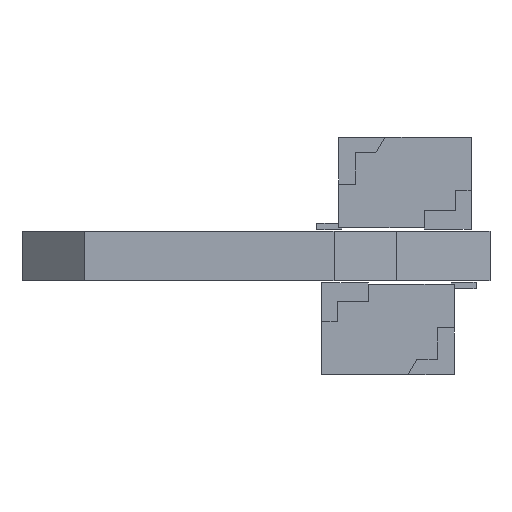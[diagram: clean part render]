
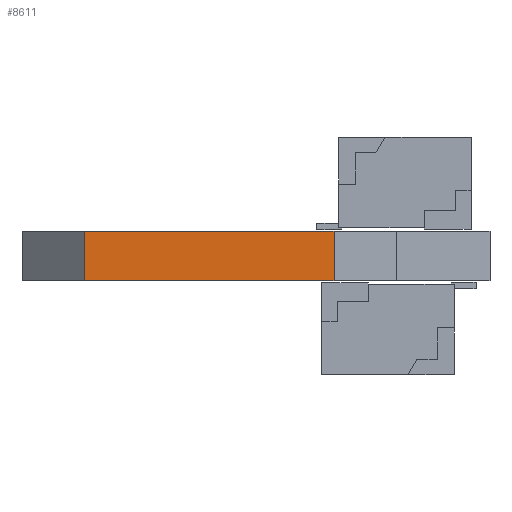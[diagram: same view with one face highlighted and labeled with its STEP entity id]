
A CAD part, front view. The second image highlights one B-rep face of the part: STEP entity #8611.
In plain terms, the highlighted planar face has unit normal (0, -1, 0).
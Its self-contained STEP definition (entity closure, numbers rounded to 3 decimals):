
#6554 = PLANE('',#6555);
#6555 = AXIS2_PLACEMENT_3D('',#6556,#6557,#6558);
#6556 = CARTESIAN_POINT('',(150.796,-100.,1.6));
#6557 = DIRECTION('',(0.,0.,1.));
#6558 = DIRECTION('',(1.,0.,-0.));
#6608 = PLANE('',#6609);
#6609 = AXIS2_PLACEMENT_3D('',#6610,#6611,#6612);
#6610 = CARTESIAN_POINT('',(150.796,-100.,0.));
#6611 = DIRECTION('',(0.,0.,1.));
#6612 = DIRECTION('',(1.,0.,-0.));
#6913 = VERTEX_POINT('',#6914);
#6914 = CARTESIAN_POINT('',(146.,-117.,0.));
#6928 = PLANE('',#6929);
#6929 = AXIS2_PLACEMENT_3D('',#6930,#6931,#6932);
#6930 = CARTESIAN_POINT('',(144.,-115.,0.));
#6931 = DIRECTION('',(0.707,0.707,-0.));
#6932 = DIRECTION('',(0.707,-0.707,0.));
#6940 = EDGE_CURVE('',#6913,#6941,#6943,.T.);
#6941 = VERTEX_POINT('',#6942);
#6942 = CARTESIAN_POINT('',(154.,-117.,0.));
#6943 = SURFACE_CURVE('',#6944,(#6948,#6955),.PCURVE_S1.);
#6944 = LINE('',#6945,#6946);
#6945 = CARTESIAN_POINT('',(146.,-117.,0.));
#6946 = VECTOR('',#6947,1.);
#6947 = DIRECTION('',(1.,0.,0.));
#6948 = PCURVE('',#6608,#6949);
#6949 = DEFINITIONAL_REPRESENTATION('',(#6950),#6954);
#6950 = LINE('',#6951,#6952);
#6951 = CARTESIAN_POINT('',(-4.796,-17.));
#6952 = VECTOR('',#6953,1.);
#6953 = DIRECTION('',(1.,0.));
#6954 = ( GEOMETRIC_REPRESENTATION_CONTEXT(2) 
PARAMETRIC_REPRESENTATION_CONTEXT() REPRESENTATION_CONTEXT('2D SPACE',''
  ) );
#6955 = PCURVE('',#6956,#6961);
#6956 = PLANE('',#6957);
#6957 = AXIS2_PLACEMENT_3D('',#6958,#6959,#6960);
#6958 = CARTESIAN_POINT('',(146.,-117.,0.));
#6959 = DIRECTION('',(0.,1.,0.));
#6960 = DIRECTION('',(1.,0.,0.));
#6961 = DEFINITIONAL_REPRESENTATION('',(#6962),#6966);
#6962 = LINE('',#6963,#6964);
#6963 = CARTESIAN_POINT('',(0.,0.));
#6964 = VECTOR('',#6965,1.);
#6965 = DIRECTION('',(1.,0.));
#6966 = ( GEOMETRIC_REPRESENTATION_CONTEXT(2) 
PARAMETRIC_REPRESENTATION_CONTEXT() REPRESENTATION_CONTEXT('2D SPACE',''
  ) );
#6984 = PLANE('',#6985);
#6985 = AXIS2_PLACEMENT_3D('',#6986,#6987,#6988);
#6986 = CARTESIAN_POINT('',(154.,-117.,0.));
#6987 = DIRECTION('',(-0.707,0.707,0.));
#6988 = DIRECTION('',(0.707,0.707,0.));
#7716 = VERTEX_POINT('',#7717);
#7717 = CARTESIAN_POINT('',(146.,-117.,1.6));
#7738 = EDGE_CURVE('',#7716,#7739,#7741,.T.);
#7739 = VERTEX_POINT('',#7740);
#7740 = CARTESIAN_POINT('',(154.,-117.,1.6));
#7741 = SURFACE_CURVE('',#7742,(#7746,#7753),.PCURVE_S1.);
#7742 = LINE('',#7743,#7744);
#7743 = CARTESIAN_POINT('',(146.,-117.,1.6));
#7744 = VECTOR('',#7745,1.);
#7745 = DIRECTION('',(1.,0.,0.));
#7746 = PCURVE('',#6554,#7747);
#7747 = DEFINITIONAL_REPRESENTATION('',(#7748),#7752);
#7748 = LINE('',#7749,#7750);
#7749 = CARTESIAN_POINT('',(-4.796,-17.));
#7750 = VECTOR('',#7751,1.);
#7751 = DIRECTION('',(1.,0.));
#7752 = ( GEOMETRIC_REPRESENTATION_CONTEXT(2) 
PARAMETRIC_REPRESENTATION_CONTEXT() REPRESENTATION_CONTEXT('2D SPACE',''
  ) );
#7753 = PCURVE('',#6956,#7754);
#7754 = DEFINITIONAL_REPRESENTATION('',(#7755),#7759);
#7755 = LINE('',#7756,#7757);
#7756 = CARTESIAN_POINT('',(0.,-1.6));
#7757 = VECTOR('',#7758,1.);
#7758 = DIRECTION('',(1.,0.));
#7759 = ( GEOMETRIC_REPRESENTATION_CONTEXT(2) 
PARAMETRIC_REPRESENTATION_CONTEXT() REPRESENTATION_CONTEXT('2D SPACE',''
  ) );
#8561 = EDGE_CURVE('',#6941,#7739,#8562,.T.);
#8562 = SURFACE_CURVE('',#8563,(#8567,#8574),.PCURVE_S1.);
#8563 = LINE('',#8564,#8565);
#8564 = CARTESIAN_POINT('',(154.,-117.,0.));
#8565 = VECTOR('',#8566,1.);
#8566 = DIRECTION('',(0.,0.,1.));
#8567 = PCURVE('',#6984,#8568);
#8568 = DEFINITIONAL_REPRESENTATION('',(#8569),#8573);
#8569 = LINE('',#8570,#8571);
#8570 = CARTESIAN_POINT('',(0.,0.));
#8571 = VECTOR('',#8572,1.);
#8572 = DIRECTION('',(0.,-1.));
#8573 = ( GEOMETRIC_REPRESENTATION_CONTEXT(2) 
PARAMETRIC_REPRESENTATION_CONTEXT() REPRESENTATION_CONTEXT('2D SPACE',''
  ) );
#8574 = PCURVE('',#6956,#8575);
#8575 = DEFINITIONAL_REPRESENTATION('',(#8576),#8580);
#8576 = LINE('',#8577,#8578);
#8577 = CARTESIAN_POINT('',(8.,0.));
#8578 = VECTOR('',#8579,1.);
#8579 = DIRECTION('',(0.,-1.));
#8580 = ( GEOMETRIC_REPRESENTATION_CONTEXT(2) 
PARAMETRIC_REPRESENTATION_CONTEXT() REPRESENTATION_CONTEXT('2D SPACE',''
  ) );
#8590 = EDGE_CURVE('',#6913,#7716,#8591,.T.);
#8591 = SURFACE_CURVE('',#8592,(#8596,#8603),.PCURVE_S1.);
#8592 = LINE('',#8593,#8594);
#8593 = CARTESIAN_POINT('',(146.,-117.,0.));
#8594 = VECTOR('',#8595,1.);
#8595 = DIRECTION('',(0.,0.,1.));
#8596 = PCURVE('',#6928,#8597);
#8597 = DEFINITIONAL_REPRESENTATION('',(#8598),#8602);
#8598 = LINE('',#8599,#8600);
#8599 = CARTESIAN_POINT('',(2.828,0.));
#8600 = VECTOR('',#8601,1.);
#8601 = DIRECTION('',(0.,-1.));
#8602 = ( GEOMETRIC_REPRESENTATION_CONTEXT(2) 
PARAMETRIC_REPRESENTATION_CONTEXT() REPRESENTATION_CONTEXT('2D SPACE',''
  ) );
#8603 = PCURVE('',#6956,#8604);
#8604 = DEFINITIONAL_REPRESENTATION('',(#8605),#8609);
#8605 = LINE('',#8606,#8607);
#8606 = CARTESIAN_POINT('',(0.,0.));
#8607 = VECTOR('',#8608,1.);
#8608 = DIRECTION('',(0.,-1.));
#8609 = ( GEOMETRIC_REPRESENTATION_CONTEXT(2) 
PARAMETRIC_REPRESENTATION_CONTEXT() REPRESENTATION_CONTEXT('2D SPACE',''
  ) );
#8611 = ADVANCED_FACE('',(#8612),#6956,.F.);
#8612 = FACE_BOUND('',#8613,.F.);
#8613 = EDGE_LOOP('',(#8614,#8615,#8616,#8617));
#8614 = ORIENTED_EDGE('',*,*,#8590,.T.);
#8615 = ORIENTED_EDGE('',*,*,#7738,.T.);
#8616 = ORIENTED_EDGE('',*,*,#8561,.F.);
#8617 = ORIENTED_EDGE('',*,*,#6940,.F.);
